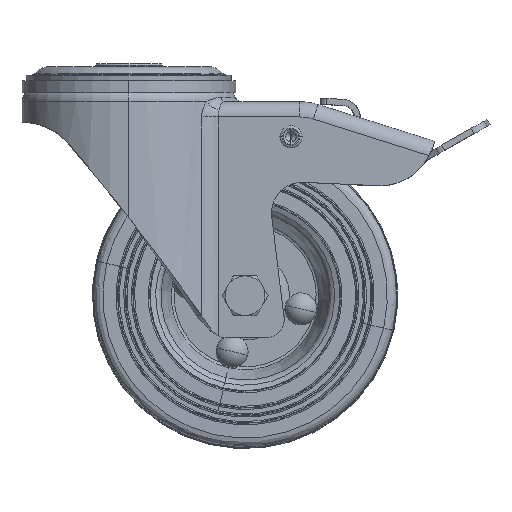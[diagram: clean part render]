
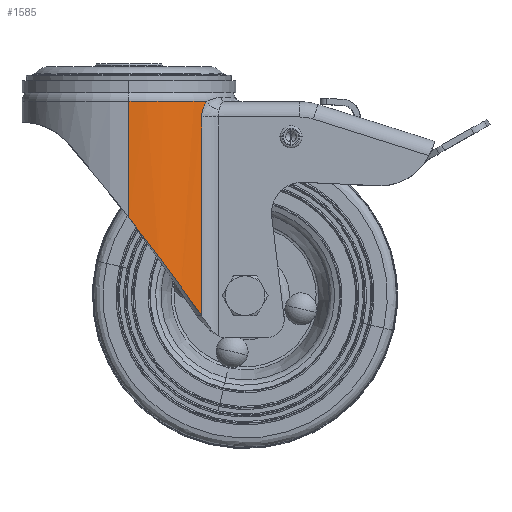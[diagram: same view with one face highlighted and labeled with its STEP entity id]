
A CAD part, top view. The second image highlights one B-rep face of the part: STEP entity #1585.
In plain terms, the highlighted cylindrical face has radius 35 mm (diameter 70 mm), a partial arc.
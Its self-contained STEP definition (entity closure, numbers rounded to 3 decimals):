
#526 = CARTESIAN_POINT ( 'NONE',  ( 23.888, -16.45, 25.58 ) ) ;
#1204 = CARTESIAN_POINT ( 'NONE',  ( 25.234, -12.776, 24.257 ) ) ;
#1565 = CARTESIAN_POINT ( 'NONE',  ( 24.169, -15.071, 25.316 ) ) ;
#1585 = ADVANCED_FACE ( 'NONE', ( #57971 ), #10480, .T. ) ;
#1899 = CARTESIAN_POINT ( 'NONE',  ( 24.477, -14.189, 25.018 ) ) ;
#3472 = CARTESIAN_POINT ( 'NONE',  ( 23.825, -82.581, 25.64 ) ) ;
#4082 = CARTESIAN_POINT ( 'NONE',  ( 23.825, -82.581, 25.64 ) ) ;
#4131 = CARTESIAN_POINT ( 'NONE',  ( 23.825, -82.581, 25.64 ) ) ;
#5488 = DIRECTION ( 'NONE',  ( 0., -1., 0. ) ) ;
#5748 = CARTESIAN_POINT ( 'NONE',  ( 23.961, -15.946, 25.512 ) ) ;
#7444 = ORIENTED_EDGE ( 'NONE', *, *, #35175, .T. ) ;
#7967 = CARTESIAN_POINT ( 'NONE',  ( 20.526, -77.934, 28.369 ) ) ;
#10480 = CYLINDRICAL_SURFACE ( 'NONE', #18332, 35. ) ;
#11643 = CARTESIAN_POINT ( 'NONE',  ( 24.97, -13.179, 24.528 ) ) ;
#13733 = CARTESIAN_POINT ( 'NONE',  ( 0., -12.414, 35. ) ) ;
#13918 = CARTESIAN_POINT ( 'NONE',  ( 0., -50.511, 35. ) ) ;
#14343 = CARTESIAN_POINT ( 'NONE',  ( 0., -111.94, 0. ) ) ;
#14610 = AXIS2_PLACEMENT_3D ( 'NONE', #42849, #5488, #48058 ) ;
#17234 = CARTESIAN_POINT ( 'NONE',  ( 24.684, -13.733, 24.814 ) ) ;
#17906 = CARTESIAN_POINT ( 'NONE',  ( 24.122, -15.238, 25.36 ) ) ;
#18289 = CARTESIAN_POINT ( 'NONE',  ( 23.825, -17.5, 25.639 ) ) ;
#18332 = AXIS2_PLACEMENT_3D ( 'NONE', #14343, #36355, #51708 ) ;
#19108 = CARTESIAN_POINT ( 'NONE',  ( 23.825, -60.887, 25.64 ) ) ;
#20793 = VERTEX_POINT ( 'NONE', #18289 ) ;
#22160 = CARTESIAN_POINT ( 'NONE',  ( 23.923, -16.177, 25.548 ) ) ;
#22347 = CARTESIAN_POINT ( 'NONE',  ( 0., -50.511, 35. ) ) ;
#24443 = CARTESIAN_POINT ( 'NONE',  ( 22.203, -80.287, 27.077 ) ) ;
#24790 = CARTESIAN_POINT ( 'NONE',  ( 5.378, -57.458, 34.608 ) ) ;
#26419 = CARTESIAN_POINT ( 'NONE',  ( 23.825, -17.319, 25.639 ) ) ;
#27321 = CARTESIAN_POINT ( 'NONE',  ( 0., -111.94, 35. ) ) ;
#28097 = CARTESIAN_POINT ( 'NONE',  ( 24.526, -14.073, 24.97 ) ) ;
#28239 = VERTEX_POINT ( 'NONE', #60287 ) ;
#28441 = CARTESIAN_POINT ( 'NONE',  ( 24.032, -15.604, 25.445 ) ) ;
#28920 = B_SPLINE_CURVE_WITH_KNOTS ( 'NONE', 3,
 ( #4131, #19108, #57493, #66912 ),
 .UNSPECIFIED., .F., .F.,
 ( 4, 4 ),
 ( 0., 1. ),
 .UNSPECIFIED. ) ;
#28977 = CARTESIAN_POINT ( 'NONE',  ( 23.023, -81.444, 26.384 ) ) ;
#29325 = CARTESIAN_POINT ( 'NONE',  ( 15.32, -70.743, 31.485 ) ) ;
#29666 = CARTESIAN_POINT ( 'NONE',  ( 1.459, -52.376, 35. ) ) ;
#30358 = CARTESIAN_POINT ( 'NONE',  ( 2.831, -54.146, 34.909 ) ) ;
#30912 = VERTEX_POINT ( 'NONE', #22347 ) ;
#31264 = ORIENTED_EDGE ( 'NONE', *, *, #52130, .F. ) ;
#31958 = CARTESIAN_POINT ( 'NONE',  ( 23.875, -16.57, 25.593 ) ) ;
#33016 = CARTESIAN_POINT ( 'NONE',  ( 24.335, -14.544, 25.156 ) ) ;
#34280 = VERTEX_POINT ( 'NONE', #13733 ) ;
#35175 = EDGE_CURVE ( 'NONE', #28239, #34280, #59209, .T. ) ;
#36355 = DIRECTION ( 'NONE',  ( 0., 1., 0. ) ) ;
#37218 = B_SPLINE_CURVE_WITH_KNOTS ( 'NONE', 3,
 ( #3472, #28977, #24443, #7967, #61375, #66576, #55457, #29325, #51254, #44991, #65901, #61729, #39763, #39428, #24790, #30358, #29666, #13918 ),
 .UNSPECIFIED., .F., .F.,
 ( 4, 2, 2, 2, 2, 2, 2, 2, 4 ),
 ( 0., 0.125, 0.25, 0.375, 0.5, 0.625, 0.75, 0.875, 1. ),
 .UNSPECIFIED. ) ;
#38193 = CARTESIAN_POINT ( 'NONE',  ( 24.161, -15.099, 25.323 ) ) ;
#38525 = CARTESIAN_POINT ( 'NONE',  ( 25.53, -12.414, 23.942 ) ) ;
#39224 = CARTESIAN_POINT ( 'NONE',  ( 23.891, -16.433, 25.578 ) ) ;
#39428 = CARTESIAN_POINT ( 'NONE',  ( 6.553, -58.999, 34.4 ) ) ;
#39763 = CARTESIAN_POINT ( 'NONE',  ( 8.749, -61.899, 33.907 ) ) ;
#42067 = CARTESIAN_POINT ( 'NONE',  ( 23.848, -16.866, 25.618 ) ) ;
#42849 = CARTESIAN_POINT ( 'NONE',  ( 0., -12.414, 0. ) ) ;
#43179 = EDGE_CURVE ( 'NONE', #43822, #30912, #37218, .T. ) ;
#43408 = CARTESIAN_POINT ( 'NONE',  ( 23.892, -16.418, 25.576 ) ) ;
#43822 = VERTEX_POINT ( 'NONE', #4082 ) ;
#44441 = CARTESIAN_POINT ( 'NONE',  ( 24.251, -14.789, 25.237 ) ) ;
#44991 = CARTESIAN_POINT ( 'NONE',  ( 12.637, -67.102, 32.654 ) ) ;
#46925 = CARTESIAN_POINT ( 'NONE',  ( 23.825, -17.5, 25.639 ) ) ;
#48058 = DIRECTION ( 'NONE',  ( 0.729, 0., 0.684 ) ) ;
#48538 = DIRECTION ( 'NONE',  ( 0., 1., 0. ) ) ;
#48994 = CARTESIAN_POINT ( 'NONE',  ( 24.071, -15.434, 25.409 ) ) ;
#49750 = EDGE_LOOP ( 'NONE', ( #31264, #63994, #50439, #61720, #7444 ) ) ;
#50439 = ORIENTED_EDGE ( 'NONE', *, *, #55849, .T. ) ;
#51254 = CARTESIAN_POINT ( 'NONE',  ( 14.44, -69.543, 31.897 ) ) ;
#51708 = DIRECTION ( 'NONE',  ( 0., 0., -1. ) ) ;
#52130 = EDGE_CURVE ( 'NONE', #30912, #34280, #64576, .T. ) ;
#53186 = CARTESIAN_POINT ( 'NONE',  ( 23.884, -16.49, 25.585 ) ) ;
#55457 = CARTESIAN_POINT ( 'NONE',  ( 17.071, -73.142, 30.571 ) ) ;
#55849 = EDGE_CURVE ( 'NONE', #43822, #20793, #28920, .T. ) ;
#57493 = CARTESIAN_POINT ( 'NONE',  ( 23.825, -39.194, 25.639 ) ) ;
#57971 = FACE_OUTER_BOUND ( 'NONE', #49750, .T. ) ;
#58706 = B_SPLINE_CURVE_WITH_KNOTS ( 'NONE', 3,
 ( #46925, #26419, #63000, #42067, #68886, #31958, #53186, #526, #39224, #65039, #43408, #22160, #5748, #28441, #48994, #17906, #65713, #38193, #1565, #60519, #44441, #33016, #1899, #28097, #59826, #17234, #11643, #1204, #38525 ),
 .UNSPECIFIED., .F., .F.,
 ( 4, 2, 1, 1, 1, 1, 2, 2, 2, 1, 1, 1, 2, 2, 2, 2, 2, 4 ),
 ( 0., 0.125, 0.187, 0.219, 0.234, 0.242, 0.246, 0.25, 0.375, 0.437, 0.469, 0.484, 0.492, 0.5, 0.625, 0.687, 0.75, 1. ),
 .UNSPECIFIED. ) ;
#59209 = CIRCLE ( 'NONE', #14610, 35. ) ;
#59826 = CARTESIAN_POINT ( 'NONE',  ( 24.63, -13.844, 24.867 ) ) ;
#60287 = CARTESIAN_POINT ( 'NONE',  ( 25.53, -12.414, 23.942 ) ) ;
#60519 = CARTESIAN_POINT ( 'NONE',  ( 24.172, -15.059, 25.312 ) ) ;
#61375 = CARTESIAN_POINT ( 'NONE',  ( 19.67, -76.739, 28.968 ) ) ;
#61720 = ORIENTED_EDGE ( 'NONE', *, *, #65731, .T. ) ;
#61729 = CARTESIAN_POINT ( 'NONE',  ( 9.771, -63.258, 33.624 ) ) ;
#63000 = CARTESIAN_POINT ( 'NONE',  ( 23.83, -17.138, 25.634 ) ) ;
#63994 = ORIENTED_EDGE ( 'NONE', *, *, #43179, .F. ) ;
#64576 = LINE ( 'NONE', #27321, #64757 ) ;
#64757 = VECTOR ( 'NONE', #48538, 1000. ) ;
#65039 = CARTESIAN_POINT ( 'NONE',  ( 23.892, -16.422, 25.577 ) ) ;
#65713 = CARTESIAN_POINT ( 'NONE',  ( 24.149, -15.14, 25.335 ) ) ;
#65731 = EDGE_CURVE ( 'NONE', #20793, #28239, #58706, .T. ) ;
#65901 = CARTESIAN_POINT ( 'NONE',  ( 11.715, -65.859, 32.997 ) ) ;
#66576 = CARTESIAN_POINT ( 'NONE',  ( 17.942, -74.343, 30.069 ) ) ;
#66912 = CARTESIAN_POINT ( 'NONE',  ( 23.825, -17.5, 25.639 ) ) ;
#68886 = CARTESIAN_POINT ( 'NONE',  ( 23.858, -16.729, 25.608 ) ) ;
